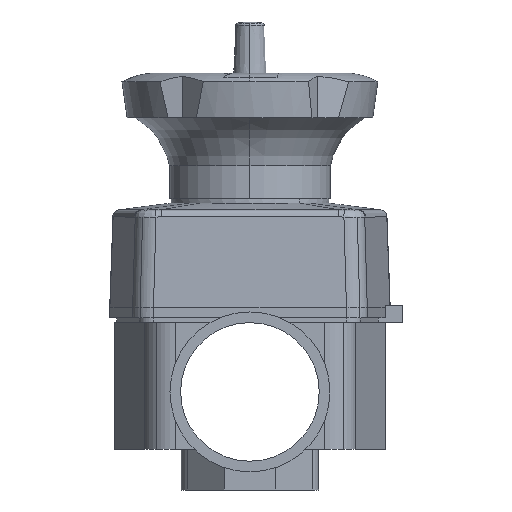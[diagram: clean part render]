
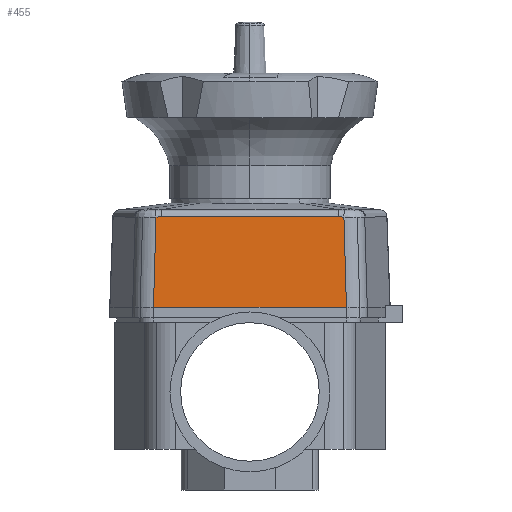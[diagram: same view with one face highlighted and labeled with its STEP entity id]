
A CAD part, left-side view. The second image highlights one B-rep face of the part: STEP entity #455.
In plain terms, the highlighted planar face has unit normal (-0.999, 0, 0.035).
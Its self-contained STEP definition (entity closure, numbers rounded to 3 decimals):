
#455=ADVANCED_FACE('',(#979),#980,.T.);
#979=FACE_OUTER_BOUND('',#2478,.T.);
#980=PLANE('',#2479);
#2478=EDGE_LOOP('',(#4107,#4108,#4109,#4110,#4111,#4112,#4113,#4114));
#2479=AXIS2_PLACEMENT_3D('',#4115,#4116,#4117);
#4107=ORIENTED_EDGE('',*,*,#5249,.F.);
#4108=ORIENTED_EDGE('',*,*,#5245,.F.);
#4109=ORIENTED_EDGE('',*,*,#5257,.F.);
#4110=ORIENTED_EDGE('',*,*,#5153,.F.);
#4111=ORIENTED_EDGE('',*,*,#5123,.F.);
#4112=ORIENTED_EDGE('',*,*,#5274,.T.);
#4113=ORIENTED_EDGE('',*,*,#5275,.F.);
#4114=ORIENTED_EDGE('',*,*,#5271,.F.);
#4115=CARTESIAN_POINT('',(-56.75,-53.269,39.7));
#4116=DIRECTION('',(-0.999,0.,0.035));
#4117=DIRECTION('',(0.,1.0,0.));
#5123=EDGE_CURVE('',#5931,#5933,#5934,.T.);
#5153=EDGE_CURVE('',#5933,#5987,#5988,.T.);
#5245=EDGE_CURVE('',#6121,#6123,#6124,.T.);
#5249=EDGE_CURVE('',#6123,#6110,#6129,.T.);
#5257=EDGE_CURVE('',#5987,#6121,#6140,.T.);
#5271=EDGE_CURVE('',#6110,#6158,#6159,.T.);
#5274=EDGE_CURVE('',#5931,#6162,#6163,.T.);
#5275=EDGE_CURVE('',#6158,#6162,#6164,.T.);
#5931=VERTEX_POINT('',#7125);
#5933=VERTEX_POINT('',#7128);
#5934=ELLIPSE('',#7129,286.537,10.0);
#5987=VERTEX_POINT('',#7200);
#5988=LINE('',#7201,#7202);
#6110=VERTEX_POINT('',#7533);
#6121=VERTEX_POINT('',#7562);
#6123=VERTEX_POINT('',#7564);
#6124=B_SPLINE_CURVE_WITH_KNOTS('',3,(#7565,#7566,#7567,#7568,#7569,#7570,#7571,#7572,#7573,#7574,#7575,#7576,#7577,#7578,#7579,#7580),.UNSPECIFIED.,.F.,.F.,(4,1,1,1,1,1,1,1,1,1,1,1,1,4),(-8.323,-8.249,-8.174,-8.026,-7.729,-7.134,-5.945,-3.567,-1.189,-0.595,-0.297,-0.149,-0.074,0.0),.UNSPECIFIED.);
#6129=B_SPLINE_CURVE_WITH_KNOTS('',3,(#7600,#7601,#7602,#7603),.UNSPECIFIED.,.F.,.F.,(4,4),(-0.245,0.0),.UNSPECIFIED.);
#6140=B_SPLINE_CURVE_WITH_KNOTS('',3,(#7629,#7630,#7631,#7632),.UNSPECIFIED.,.F.,.F.,(4,4),(-0.245,0.),.UNSPECIFIED.);
#6158=VERTEX_POINT('',#7676);
#6159=LINE('',#7677,#7678);
#6162=VERTEX_POINT('',#7681);
#6163=LINE('',#7682,#7683);
#6164=ELLIPSE('',#7684,286.537,10.0);
#7125=CARTESIAN_POINT('',(-56.75,45.243,39.7));
#7128=CARTESIAN_POINT('',(-56.75,45.248,39.7));
#7129=AXIS2_PLACEMENT_3D('',#8681,#8682,#8683);
#7200=CARTESIAN_POINT('',(-55.273,44.062,81.999));
#7201=CARTESIAN_POINT('',(-56.706,45.212,40.966));
#7202=VECTOR('',#8735,42.341);
#7533=CARTESIAN_POINT('',(-55.273,-44.062,81.999));
#7562=CARTESIAN_POINT('',(-55.271,41.615,82.044));
#7564=CARTESIAN_POINT('',(-55.271,-41.615,82.044));
#7565=CARTESIAN_POINT('',(-55.271,41.615,82.044));
#7566=CARTESIAN_POINT('',(-55.271,41.367,82.045));
#7567=CARTESIAN_POINT('',(-55.271,40.872,82.048));
#7568=CARTESIAN_POINT('',(-55.271,39.881,82.053));
#7569=CARTESIAN_POINT('',(-55.271,38.147,82.062));
#7570=CARTESIAN_POINT('',(-55.27,34.679,82.082));
#7571=CARTESIAN_POINT('',(-55.269,27.743,82.12));
#7572=CARTESIAN_POINT('',(-55.266,13.872,82.197));
#7573=CARTESIAN_POINT('',(-55.265,-5.945,82.237));
#7574=CARTESIAN_POINT('',(-55.268,-23.78,82.142));
#7575=CARTESIAN_POINT('',(-55.27,-34.679,82.082));
#7576=CARTESIAN_POINT('',(-55.271,-38.147,82.062));
#7577=CARTESIAN_POINT('',(-55.271,-39.881,82.053));
#7578=CARTESIAN_POINT('',(-55.271,-40.872,82.048));
#7579=CARTESIAN_POINT('',(-55.271,-41.367,82.045));
#7580=CARTESIAN_POINT('',(-55.271,-41.615,82.044));
#7600=CARTESIAN_POINT('',(-55.271,-41.615,82.044));
#7601=CARTESIAN_POINT('',(-55.271,-42.431,82.04));
#7602=CARTESIAN_POINT('',(-55.272,-43.247,82.023));
#7603=CARTESIAN_POINT('',(-55.273,-44.062,81.999));
#7629=CARTESIAN_POINT('',(-55.273,44.062,81.999));
#7630=CARTESIAN_POINT('',(-55.272,43.247,82.023));
#7631=CARTESIAN_POINT('',(-55.271,42.431,82.04));
#7632=CARTESIAN_POINT('',(-55.271,41.615,82.044));
#7676=CARTESIAN_POINT('',(-56.75,-45.248,39.7));
#7677=CARTESIAN_POINT('',(-56.729,-45.231,40.289));
#7678=VECTOR('',#8822,42.341);
#7681=CARTESIAN_POINT('',(-56.75,-45.243,39.7));
#7682=CARTESIAN_POINT('',(-56.75,0.,39.7));
#7683=VECTOR('',#8826,90.486);
#7684=AXIS2_PLACEMENT_3D('',#8827,#8828,#8829);
#8681=CARTESIAN_POINT('',(-46.75,45.243,326.063));
#8682=DIRECTION('',(0.999,0.,-0.035));
#8683=DIRECTION('',(-0.035,0.,-0.999));
#8735=DIRECTION('',(0.035,-0.028,0.999));
#8822=DIRECTION('',(-0.035,-0.028,-0.999));
#8826=DIRECTION('',(0.,-1.0,0.));
#8827=CARTESIAN_POINT('',(-46.75,-45.243,326.063));
#8828=DIRECTION('',(0.999,0.,-0.035));
#8829=DIRECTION('',(-0.035,0.,-0.999));
